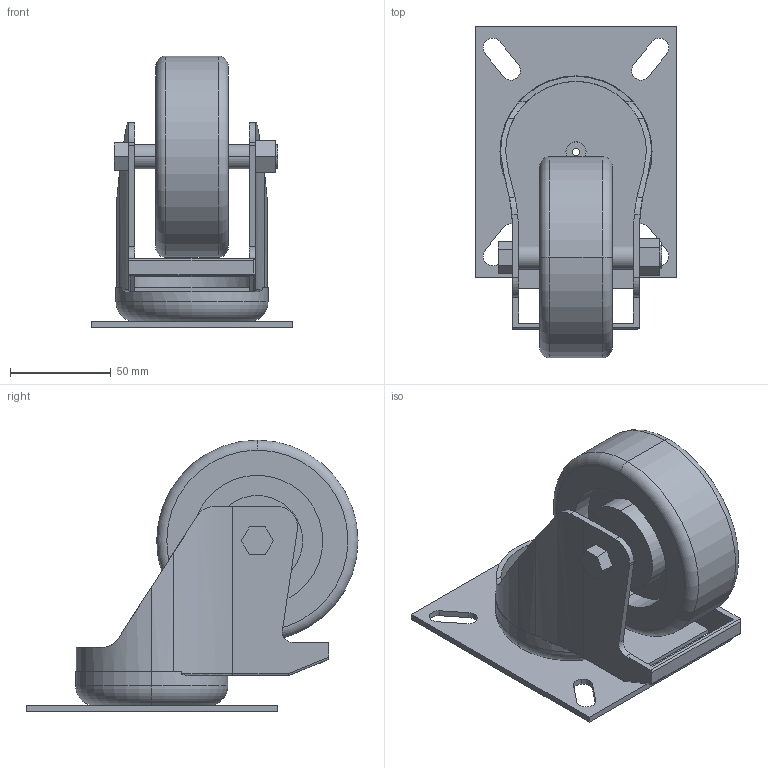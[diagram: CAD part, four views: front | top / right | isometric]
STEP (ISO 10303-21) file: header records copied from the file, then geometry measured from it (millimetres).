
FILE_DESCRIPTION (( 'STEP AP203' ), '1' );
FILE_NAME ('GGPCF414.STEP', '2018-03-28T18:49:25', ( 'USER1' ), ( '' ), 'SwSTEP 2.0', 'SolidWorks 2007', '' );
FILE_SCHEMA (( 'CONFIG_CONTROL_DESIGN' ));
Length unit declared in the file: millimetre
Products named in the file (1): GGPCF414
Bounding box: 100 x 164.91 x 135 mm (x, y, z)
Volume: 397143.2 mm3; surface area: 99312.9 mm2
Topology: 1 solids, 1 shells, 138 faces, 363 edges, 236 vertices
Faces by surface type: cylinder 73, plane 56, torus 8, sphere 1
Entity records: 4505 total; most frequent: CARTESIAN_POINT 926, DIRECTION 757, ORIENTED_EDGE 724, EDGE_CURVE 362, AXIS2_PLACEMENT_3D 283, VERTEX_POINT 236, VECTOR 191, LINE 191
